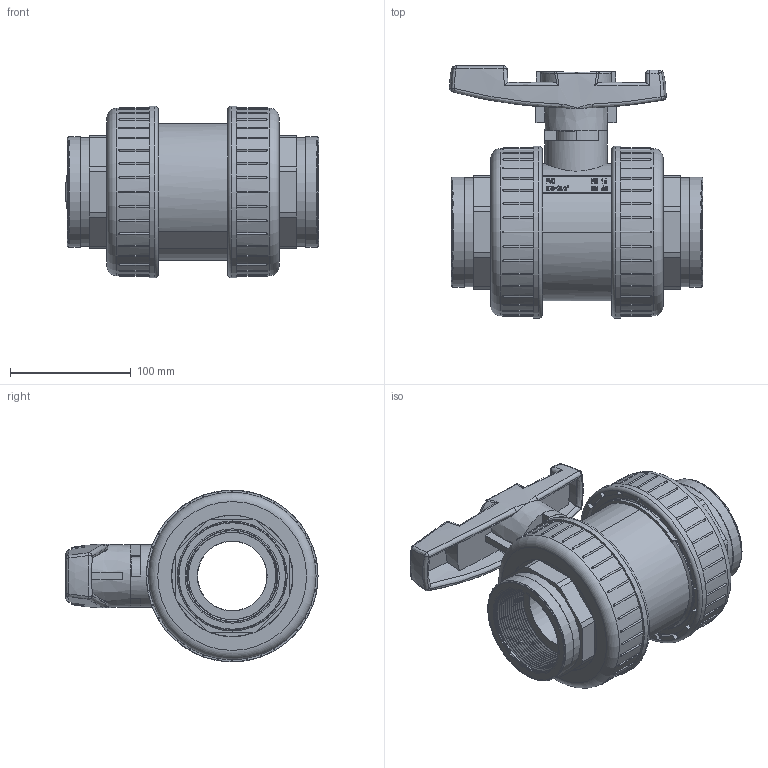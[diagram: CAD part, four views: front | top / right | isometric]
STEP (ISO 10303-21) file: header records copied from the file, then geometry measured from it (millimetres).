
FILE_DESCRIPTION(/* description */ (''),/* implementation_level */ '2;1');
FILE_NAME(/* name */ 'AKX972.000.075.step',/* time_stamp */ '2025-12-30T13:57:44+01:00',/* author */ (''),/* organization */ (''),/* preprocessor_version */ 'ST-DEVELOPER v20.1',/* originating_system */ 'Autodesk Translation Framework v14.21.0.0',/* authorisation */ '');
FILE_SCHEMA (('AUTOMOTIVE_DESIGN { 1 0 10303 214 3 1 1 }'));
Products named in the file (1): AKX972.000.075
Bounding box: 209.36 x 208.47 x 142 mm (x, y, z)
Volume: 1700387.2 mm3; surface area: 493183.9 mm2
Topology: 18 solids, 18 shells, 1252 faces, 3469 edges, 2271 vertices
Faces by surface type: plane 569, cylinder 327, bspline 208, sphere 85, torus 60, cone 3
Full cylindrical faces by diameter (mm): 3.442 x1, 4.59 x1, 25.681 x4, 31.724 x3, 33.235 x1, 34.745 x2, 37.767 x1, 51.568 x1, 57.405 x1, 57.8 x2, 58.916 x2, 60.427 x2, 68.282 x3, 69.491 x1, 71.001 x3, 72.226 x26, 75.184 x26, 75.7 x2, 76.44 x3, 77.044 x1, 78 x2, 83.842 x1, 84.809 x3, 89.734 x3, 90 x4, 91 x2, 92.906 x1, 98.193 x1, 99.704 x4, 100 x2
Entity records: 75914 total; most frequent: CARTESIAN_POINT 45034, ORIENTED_EDGE 6838, DIRECTION 5916, EDGE_CURVE 3419, VERTEX_POINT 2271, AXIS2_PLACEMENT_3D 2184, LINE 1548, VECTOR 1548
